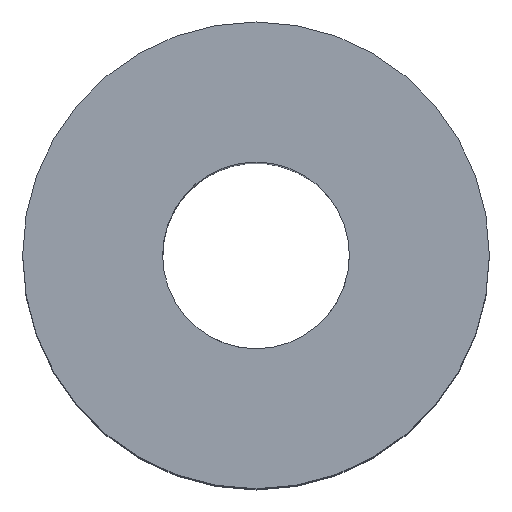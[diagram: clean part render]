
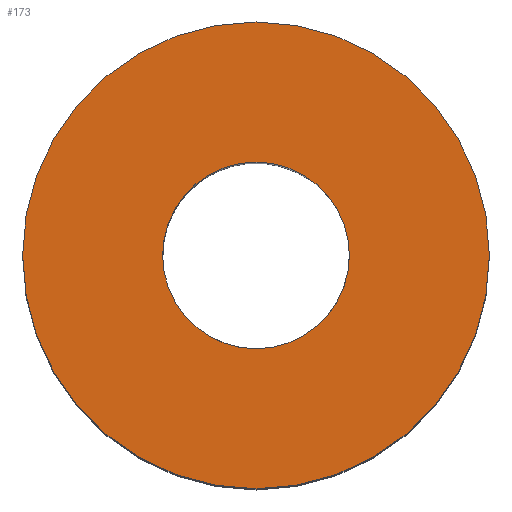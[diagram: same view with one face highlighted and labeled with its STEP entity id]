
A CAD part, top view. The second image highlights one B-rep face of the part: STEP entity #173.
In plain terms, the highlighted planar face has unit normal (0, 0, 1).
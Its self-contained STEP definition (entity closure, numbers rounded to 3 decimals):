
#18=FACE_BOUND('',#50,.T.);
#24=PLANE('',#210);
#35=FACE_OUTER_BOUND('',#49,.T.);
#49=EDGE_LOOP('',(#156));
#50=EDGE_LOOP('',(#157));
#69=CIRCLE('',#189,5.);
#80=CIRCLE('',#208,2.);
#81=VERTEX_POINT('',#270);
#94=VERTEX_POINT('',#309);
#95=EDGE_CURVE('',#81,#81,#69,.T.);
#114=EDGE_CURVE('',#94,#94,#80,.T.);
#156=ORIENTED_EDGE('',*,*,#95,.T.);
#157=ORIENTED_EDGE('',*,*,#114,.T.);
#173=ADVANCED_FACE('',(#35,#18),#24,.T.);
#189=AXIS2_PLACEMENT_3D('',#271,#215,#216);
#208=AXIS2_PLACEMENT_3D('',#311,#261,#262);
#210=AXIS2_PLACEMENT_3D('',#314,#266,#267);
#215=DIRECTION('center_axis',(0.,0.,1.));
#216=DIRECTION('ref_axis',(1.,0.,0.));
#261=DIRECTION('center_axis',(0.,0.,-1.));
#262=DIRECTION('ref_axis',(-1.,0.,0.));
#266=DIRECTION('center_axis',(0.,0.,1.));
#267=DIRECTION('ref_axis',(1.,0.,0.));
#270=CARTESIAN_POINT('',(-5.,0.,7.5));
#271=CARTESIAN_POINT('Origin',(0.,0.,7.5));
#309=CARTESIAN_POINT('',(2.,0.,7.5));
#311=CARTESIAN_POINT('Origin',(0.,0.,7.5));
#314=CARTESIAN_POINT('Origin',(0.,0.,7.5));
